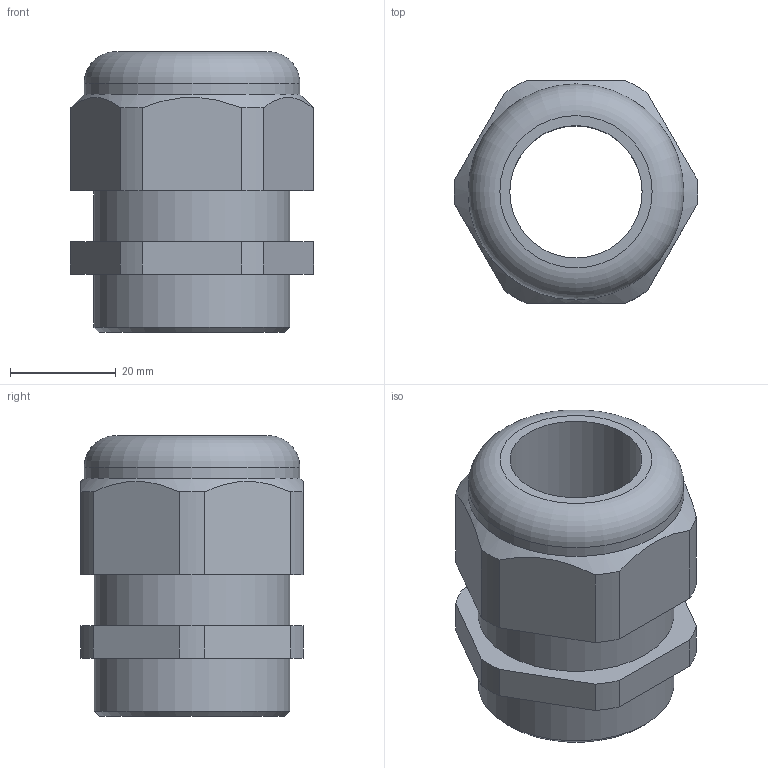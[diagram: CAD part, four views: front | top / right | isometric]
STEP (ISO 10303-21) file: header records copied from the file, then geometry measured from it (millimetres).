
FILE_DESCRIPTION(/* description */ (''),/* implementation_level */ '2;1');
FILE_NAME(/* name */ '10000700_BF 29.stp',/* time_stamp */ '2016-01-04T10:27:52+01:00',/* author */ ('arempel'),/* organization */ ('Fa. Bopla'),/* preprocessor_version */ 'ST-DEVELOPER v16.1',/* originating_system */ 'Autodesk Inventor 2016',/* authorisation */ '');
FILE_SCHEMA (('AUTOMOTIVE_DESIGN { 1 0 10303 214 3 1 1 }'));
Length unit declared in the file: millimetre
Products named in the file (1): BF 29_3Dsym
Bounding box: 45.99 x 42 x 53 mm (x, y, z)
Volume: 42239.2 mm3; surface area: 13383.2 mm2
Topology: 1 solids, 1 shells, 36 faces, 90 edges, 59 vertices
Faces by surface type: plane 17, cylinder 16, cone 2, torus 1
Full cylindrical faces by diameter (mm): 25 x1, 37 x2, 40.75 x1
Entity records: 1062 total; most frequent: CARTESIAN_POINT 189, DIRECTION 184, ORIENTED_EDGE 164, EDGE_CURVE 82, AXIS2_PLACEMENT_3D 71, VERTEX_POINT 58, EDGE_LOOP 48, LINE 42
